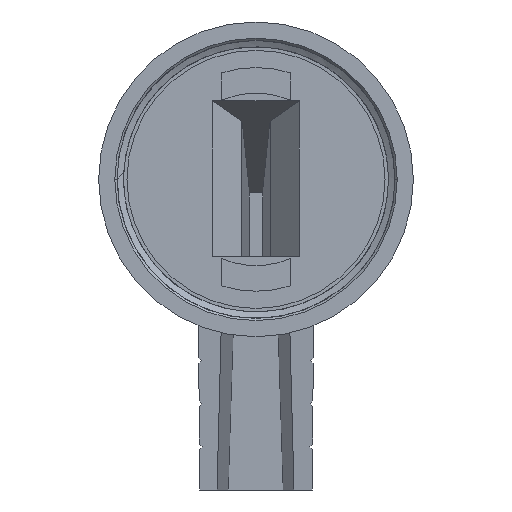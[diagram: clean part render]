
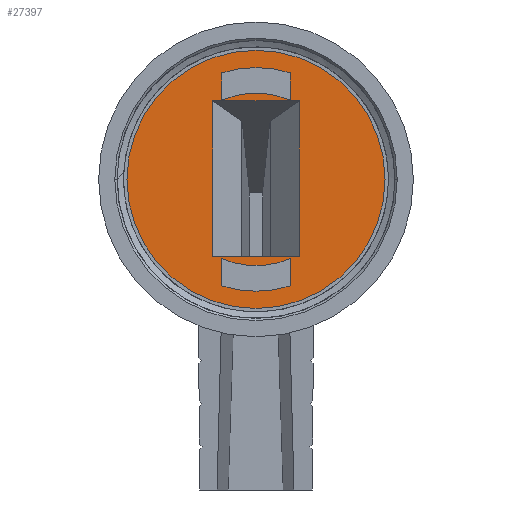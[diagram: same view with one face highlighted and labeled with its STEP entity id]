
A CAD part, front view. The second image highlights one B-rep face of the part: STEP entity #27397.
In plain terms, the highlighted face is planar.
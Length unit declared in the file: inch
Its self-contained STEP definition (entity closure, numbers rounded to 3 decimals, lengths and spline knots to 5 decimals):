
#25359=CARTESIAN_POINT('',(0.,0.,0.));
#25360=DIRECTION('',(0.,0.,1.));
#25361=DIRECTION('',(1.,0.,0.));
#25362=AXIS2_PLACEMENT_3D('',#25359,#25360,#25361);
#25364=CARTESIAN_POINT('',(0.,0.,0.));
#25365=DIRECTION('',(0.,0.,1.));
#25366=DIRECTION('',(-1.,0.,0.));
#25367=AXIS2_PLACEMENT_3D('',#25364,#25365,#25366);
#25369=DIRECTION('',(0.,1.,0.));
#25370=VECTOR('',#25369,0.0987);
#25371=CARTESIAN_POINT('',(-0.124,-0.38555,0.));
#25372=LINE('',#25371,#25370);
#25373=CARTESIAN_POINT('',(0.,0.,0.));
#25374=DIRECTION('',(0.,0.,-1.));
#25375=DIRECTION('',(0.397,-0.918,0.));
#25376=AXIS2_PLACEMENT_3D('',#25373,#25374,#25375);
#25378=DIRECTION('',(0.,-1.,0.));
#25379=VECTOR('',#25378,0.0987);
#25380=CARTESIAN_POINT('',(0.124,-0.28685,0.));
#25381=LINE('',#25380,#25379);
#25382=CARTESIAN_POINT('',(0.,0.,0.));
#25383=DIRECTION('',(0.,0.,-1.));
#25384=DIRECTION('',(0.306,-0.952,0.));
#25385=AXIS2_PLACEMENT_3D('',#25382,#25383,#25384);
#25387=DIRECTION('',(0.,1.,0.));
#25388=VECTOR('',#25387,0.0987);
#25389=CARTESIAN_POINT('',(-0.124,0.28685,0.));
#25390=LINE('',#25389,#25388);
#25391=CARTESIAN_POINT('',(0.,0.,0.));
#25392=DIRECTION('',(0.,0.,-1.));
#25393=DIRECTION('',(-0.306,0.952,0.));
#25394=AXIS2_PLACEMENT_3D('',#25391,#25392,#25393);
#25396=DIRECTION('',(0.,-1.,0.));
#25397=VECTOR('',#25396,0.0987);
#25398=CARTESIAN_POINT('',(0.124,0.38555,0.));
#25399=LINE('',#25398,#25397);
#25400=CARTESIAN_POINT('',(0.,0.,0.));
#25401=DIRECTION('',(0.,0.,-1.));
#25402=DIRECTION('',(-0.397,0.918,0.));
#25403=AXIS2_PLACEMENT_3D('',#25400,#25401,#25402);
#25405=DIRECTION('',(-1.,0.,0.));
#25406=VECTOR('',#25405,0.313);
#25407=CARTESIAN_POINT('',(0.1565,-0.28,0.));
#25408=LINE('',#25407,#25406);
#25409=DIRECTION('',(0.,1.,0.));
#25410=VECTOR('',#25409,0.56499);
#25411=CARTESIAN_POINT('',(-0.1565,-0.28,0.));
#25412=LINE('',#25411,#25410);
#25413=DIRECTION('',(1.,0.,0.));
#25414=VECTOR('',#25413,0.313);
#25415=CARTESIAN_POINT('',(-0.1565,0.28499,0.));
#25416=LINE('',#25415,#25414);
#25417=DIRECTION('',(0.,1.,0.));
#25418=VECTOR('',#25417,0.56499);
#25419=CARTESIAN_POINT('',(0.1565,-0.28,0.));
#25420=LINE('',#25419,#25418);
#26973=CARTESIAN_POINT('',(0.4675,0.,0.));
#26974=CARTESIAN_POINT('',(-0.4675,0.,0.));
#26975=VERTEX_POINT('',#26973);
#26976=VERTEX_POINT('',#26974);
#27005=CARTESIAN_POINT('',(-0.124,-0.38555,0.));
#27006=CARTESIAN_POINT('',(-0.124,-0.28685,0.));
#27007=VERTEX_POINT('',#27005);
#27008=VERTEX_POINT('',#27006);
#27009=CARTESIAN_POINT('',(0.124,-0.28685,0.));
#27010=VERTEX_POINT('',#27009);
#27011=CARTESIAN_POINT('',(0.124,-0.38555,0.));
#27012=VERTEX_POINT('',#27011);
#27013=CARTESIAN_POINT('',(-0.124,0.28685,0.));
#27014=CARTESIAN_POINT('',(-0.124,0.38555,0.));
#27015=VERTEX_POINT('',#27013);
#27016=VERTEX_POINT('',#27014);
#27017=CARTESIAN_POINT('',(0.124,0.38555,0.));
#27018=VERTEX_POINT('',#27017);
#27019=CARTESIAN_POINT('',(0.124,0.28685,0.));
#27020=VERTEX_POINT('',#27019);
#27041=CARTESIAN_POINT('',(0.1565,-0.28,0.));
#27042=CARTESIAN_POINT('',(-0.1565,-0.28,0.));
#27043=VERTEX_POINT('',#27041);
#27044=VERTEX_POINT('',#27042);
#27045=CARTESIAN_POINT('',(-0.1565,0.28499,0.));
#27046=VERTEX_POINT('',#27045);
#27047=CARTESIAN_POINT('',(0.1565,0.28499,0.));
#27048=VERTEX_POINT('',#27047);
#27356=CARTESIAN_POINT('',(0.,0.,0.));
#27357=DIRECTION('',(0.,0.,1.));
#27358=DIRECTION('',(1.,0.,0.));
#27359=AXIS2_PLACEMENT_3D('',#27356,#27357,#27358);
#27360=PLANE('',#27359);
#27362=ORIENTED_EDGE('',*,*,#27361,.T.);
#27364=ORIENTED_EDGE('',*,*,#27363,.T.);
#27365=EDGE_LOOP('',(#27362,#27364));
#27366=FACE_OUTER_BOUND('',#27365,.F.);
#27368=ORIENTED_EDGE('',*,*,#27367,.T.);
#27370=ORIENTED_EDGE('',*,*,#27369,.F.);
#27372=ORIENTED_EDGE('',*,*,#27371,.T.);
#27374=ORIENTED_EDGE('',*,*,#27373,.T.);
#27375=EDGE_LOOP('',(#27368,#27370,#27372,#27374));
#27376=FACE_BOUND('',#27375,.F.);
#27378=ORIENTED_EDGE('',*,*,#27377,.T.);
#27380=ORIENTED_EDGE('',*,*,#27379,.T.);
#27382=ORIENTED_EDGE('',*,*,#27381,.T.);
#27384=ORIENTED_EDGE('',*,*,#27383,.F.);
#27385=EDGE_LOOP('',(#27378,#27380,#27382,#27384));
#27386=FACE_BOUND('',#27385,.F.);
#27388=ORIENTED_EDGE('',*,*,#27387,.T.);
#27390=ORIENTED_EDGE('',*,*,#27389,.T.);
#27392=ORIENTED_EDGE('',*,*,#27391,.T.);
#27394=ORIENTED_EDGE('',*,*,#27393,.F.);
#27395=EDGE_LOOP('',(#27388,#27390,#27392,#27394));
#27396=FACE_BOUND('',#27395,.F.);
#25363=CIRCLE('',#25362,0.4675);
#25368=CIRCLE('',#25367,0.4675);
#25377=CIRCLE('',#25376,0.3125);
#25386=CIRCLE('',#25385,0.405);
#25395=CIRCLE('',#25394,0.405);
#25404=CIRCLE('',#25403,0.3125);
#27361=EDGE_CURVE('',#26975,#26976,#25363,.T.);
#27363=EDGE_CURVE('',#26976,#26975,#25368,.T.);
#27367=EDGE_CURVE('',#27007,#27008,#25372,.T.);
#27369=EDGE_CURVE('',#27010,#27008,#25377,.T.);
#27371=EDGE_CURVE('',#27010,#27012,#25381,.T.);
#27373=EDGE_CURVE('',#27012,#27007,#25386,.T.);
#27377=EDGE_CURVE('',#27015,#27016,#25390,.T.);
#27379=EDGE_CURVE('',#27016,#27018,#25395,.T.);
#27381=EDGE_CURVE('',#27018,#27020,#25399,.T.);
#27383=EDGE_CURVE('',#27015,#27020,#25404,.T.);
#27387=EDGE_CURVE('',#27043,#27044,#25408,.T.);
#27389=EDGE_CURVE('',#27044,#27046,#25412,.T.);
#27391=EDGE_CURVE('',#27046,#27048,#25416,.T.);
#27393=EDGE_CURVE('',#27043,#27048,#25420,.T.);
#27397=ADVANCED_FACE('',(#27366,#27376,#27386,#27396),#27360,.F.);
